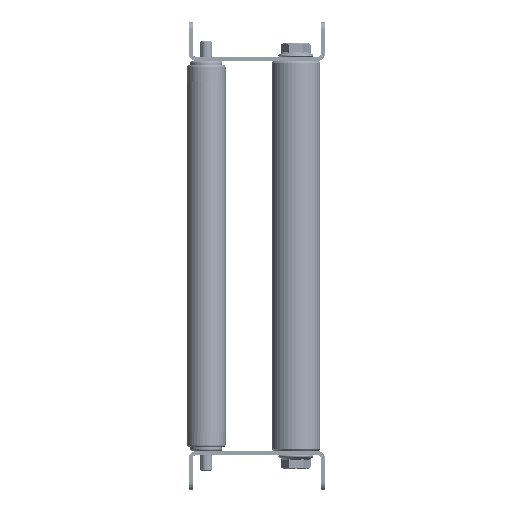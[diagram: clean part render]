
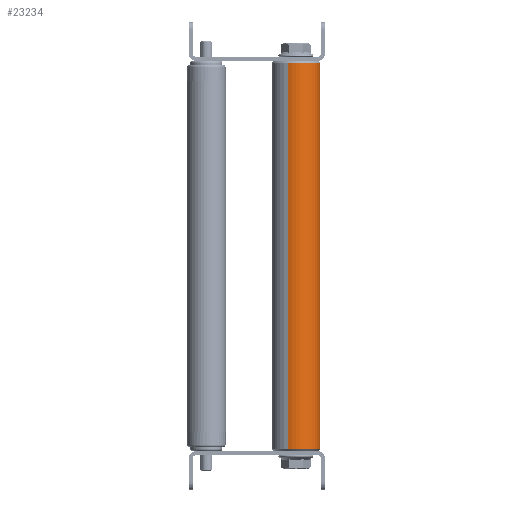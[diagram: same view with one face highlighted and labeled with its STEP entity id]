
A CAD part, left-side view. The second image highlights one B-rep face of the part: STEP entity #23234.
In plain terms, the highlighted cylindrical face has radius 12.5 mm (diameter 25 mm), a partial arc.
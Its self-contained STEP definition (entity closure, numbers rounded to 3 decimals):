
#2382 = DIRECTION ( 'NONE',  ( -1., 0., 0. ) ) ;
#2453 = ORIENTED_EDGE ( 'NONE', *, *, #23791, .F. ) ;
#2532 = VERTEX_POINT ( 'NONE', #17114 ) ;
#3156 = AXIS2_PLACEMENT_3D ( 'NONE', #26530, #6575, #3947 ) ;
#3947 = DIRECTION ( 'NONE',  ( 0., 0., -1. ) ) ;
#4411 = VERTEX_POINT ( 'NONE', #16740 ) ;
#4789 = CARTESIAN_POINT ( 'NONE',  ( 200., 0., 0. ) ) ;
#6298 = CIRCLE ( 'NONE', #3156, 12.5 ) ;
#6575 = DIRECTION ( 'NONE',  ( 1., 0., 0. ) ) ;
#8492 = DIRECTION ( 'NONE',  ( -1., 0., 0. ) ) ;
#8937 = CIRCLE ( 'NONE', #13613, 12.5 ) ;
#10298 = CARTESIAN_POINT ( 'NONE',  ( 1., 0., -12.5 ) ) ;
#10945 = ORIENTED_EDGE ( 'NONE', *, *, #16369, .T. ) ;
#12132 = FACE_OUTER_BOUND ( 'NONE', #18263, .T. ) ;
#12450 = VERTEX_POINT ( 'NONE', #21410 ) ;
#12531 = AXIS2_PLACEMENT_3D ( 'NONE', #4789, #27536, #22473 ) ;
#13214 = CARTESIAN_POINT ( 'NONE',  ( 199., 0., 0. ) ) ;
#13613 = AXIS2_PLACEMENT_3D ( 'NONE', #13214, #2382, #17269 ) ;
#14879 = VERTEX_POINT ( 'NONE', #10298 ) ;
#16369 = EDGE_CURVE ( 'NONE', #12450, #14879, #26848, .T. ) ;
#16740 = CARTESIAN_POINT ( 'NONE',  ( 1., 0., 12.5 ) ) ;
#17023 = DIRECTION ( 'NONE',  ( -1., 0., 0. ) ) ;
#17114 = CARTESIAN_POINT ( 'NONE',  ( 199., 0., 12.5 ) ) ;
#17269 = DIRECTION ( 'NONE',  ( 0., 0., -1. ) ) ;
#17372 = CYLINDRICAL_SURFACE ( 'NONE', #12531, 12.5 ) ;
#18263 = EDGE_LOOP ( 'NONE', ( #18510, #10945, #22450, #2453 ) ) ;
#18510 = ORIENTED_EDGE ( 'NONE', *, *, #28346, .T. ) ;
#21410 = CARTESIAN_POINT ( 'NONE',  ( 199., 0., -12.5 ) ) ;
#22450 = ORIENTED_EDGE ( 'NONE', *, *, #23570, .T. ) ;
#22473 = DIRECTION ( 'NONE',  ( 0., 0., 1. ) ) ;
#22555 = VECTOR ( 'NONE', #17023, 1000. ) ;
#22933 = CARTESIAN_POINT ( 'NONE',  ( 200., 0., 12.5 ) ) ;
#23089 = LINE ( 'NONE', #22933, #27957 ) ;
#23234 = ADVANCED_FACE ( 'NONE', ( #12132 ), #17372, .T. ) ;
#23570 = EDGE_CURVE ( 'NONE', #14879, #4411, #6298, .T. ) ;
#23791 = EDGE_CURVE ( 'NONE', #2532, #4411, #23089, .T. ) ;
#26530 = CARTESIAN_POINT ( 'NONE',  ( 1., 0., 0. ) ) ;
#26536 = CARTESIAN_POINT ( 'NONE',  ( 200., 0., -12.5 ) ) ;
#26848 = LINE ( 'NONE', #26536, #22555 ) ;
#27536 = DIRECTION ( 'NONE',  ( -1., 0., 0. ) ) ;
#27957 = VECTOR ( 'NONE', #8492, 1000. ) ;
#28346 = EDGE_CURVE ( 'NONE', #2532, #12450, #8937, .T. ) ;
